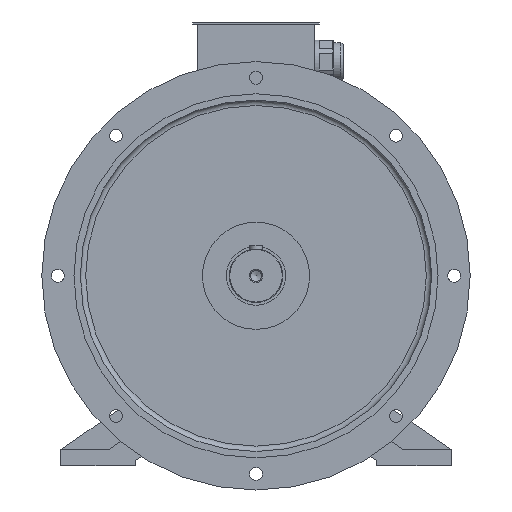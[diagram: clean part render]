
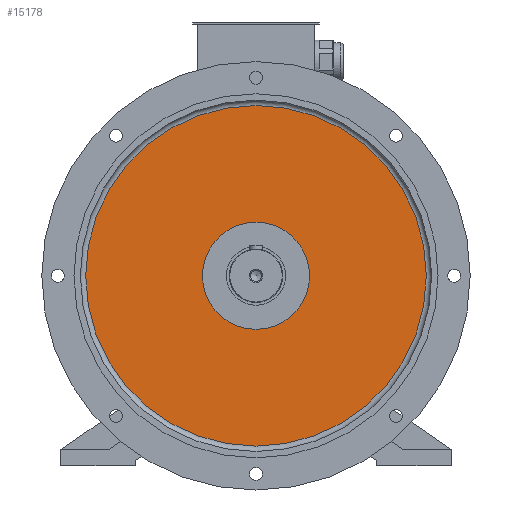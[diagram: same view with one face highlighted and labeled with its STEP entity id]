
A CAD part, front view. The second image highlights one B-rep face of the part: STEP entity #15178.
In plain terms, the highlighted planar face has unit normal (0, -1, 0).
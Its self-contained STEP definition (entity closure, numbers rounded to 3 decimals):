
#2321=PLANE('',#15827);
#2809=ORIENTED_EDGE('',*,*,#6105,.T.);
#2810=ORIENTED_EDGE('',*,*,#6134,.T.);
#6105=EDGE_CURVE('',#7789,#7789,#8922,.T.);
#6134=EDGE_CURVE('',#7815,#7815,#8941,.T.);
#7789=VERTEX_POINT('',#20224);
#7815=VERTEX_POINT('',#20536);
#8922=CIRCLE('',#15786,100.);
#8941=CIRCLE('',#15826,318.);
#9474=EDGE_LOOP('',(#2809));
#9475=EDGE_LOOP('',(#2810));
#10159=FACE_BOUND('',#9474,.T.);
#10160=FACE_BOUND('',#9475,.T.);
#15178=ADVANCED_FACE('',(#10159,#10160),#2321,.F.);
#15786=AXIS2_PLACEMENT_3D('',#20223,#16943,#16944);
#15826=AXIS2_PLACEMENT_3D('',#20535,#17031,#17032);
#15827=AXIS2_PLACEMENT_3D('',#20537,#17033,#17034);
#16943=DIRECTION('',(0.,1.,0.));
#16944=DIRECTION('',(1.,0.,0.));
#17031=DIRECTION('',(0.,-1.,0.));
#17032=DIRECTION('',(1.,0.,0.));
#17033=DIRECTION('',(0.,1.,0.));
#17034=DIRECTION('',(-1.,0.,0.));
#20223=CARTESIAN_POINT('',(0.,-60.,0.));
#20224=CARTESIAN_POINT('',(100.,-60.,0.));
#20535=CARTESIAN_POINT('',(0.,-60.,0.));
#20536=CARTESIAN_POINT('',(318.,-60.,0.));
#20537=CARTESIAN_POINT('',(0.,-60.,318.));
